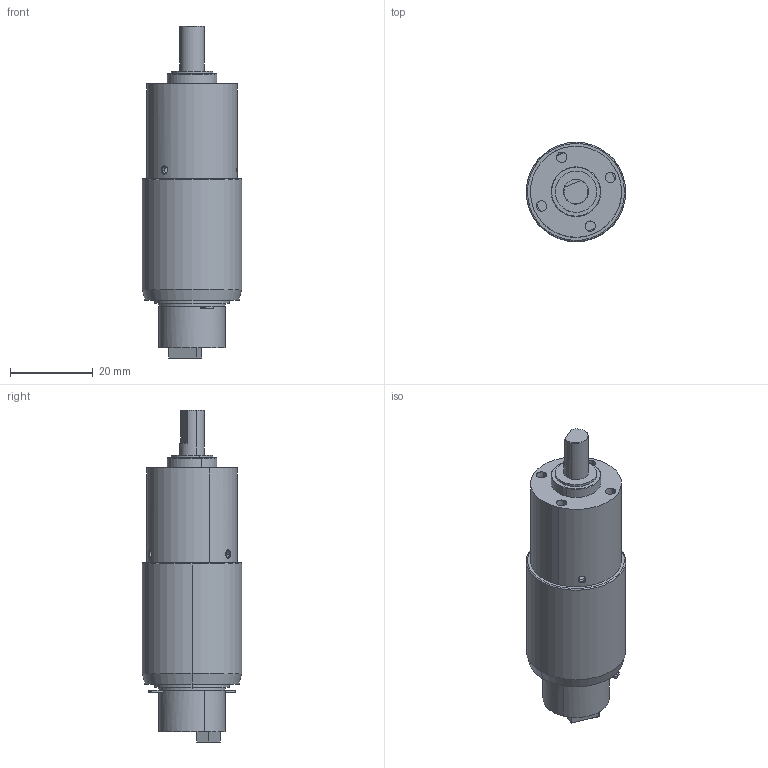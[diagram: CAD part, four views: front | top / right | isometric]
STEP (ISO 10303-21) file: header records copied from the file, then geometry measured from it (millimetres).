
FILE_DESCRIPTION (( 'STEP AP203' ), '1' );
FILE_NAME ('DCU24032+K16+PG22C-0016.STEP', '2021-03-16T01:10:26', ( '88' ), ( '' ), 'SwSTEP 2.0', 'SolidWorks 2014', '' );
FILE_SCHEMA (( 'CONFIG_CONTROL_DESIGN' ));
Length unit declared in the file: millimetre
Products named in the file (1): DCU24032+K16+PG22C-0016
Bounding box: 24 x 24 x 80.2 mm (x, y, z)
Surface area: 6634.1 mm2 (no closed solid volume)
Topology: 0 solids, 4 shells, 93 faces, 239 edges, 160 vertices
Faces by surface type: cylinder 42, plane 36, cone 13, bspline 2
Entity records: 3223 total; most frequent: CARTESIAN_POINT 803, DIRECTION 516, ORIENTED_EDGE 442, EDGE_CURVE 239, AXIS2_PLACEMENT_3D 201, VERTEX_POINT 160, EDGE_LOOP 121, VECTOR 114
